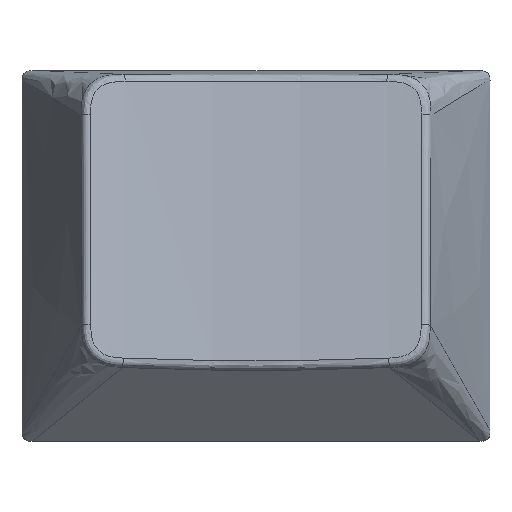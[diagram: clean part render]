
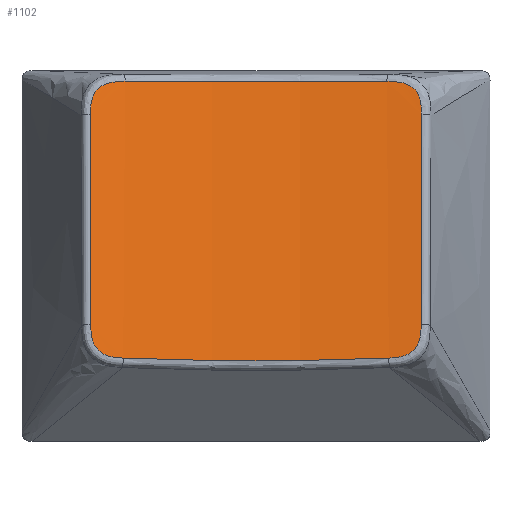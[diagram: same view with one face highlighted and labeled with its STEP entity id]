
A CAD part, top view. The second image highlights one B-rep face of the part: STEP entity #1102.
In plain terms, the highlighted cylindrical face has radius 64.516 mm (diameter 129.032 mm), a partial arc.
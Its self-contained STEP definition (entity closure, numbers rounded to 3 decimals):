
#19=CYLINDRICAL_SURFACE('',#1176,64.516);
#70=FACE_OUTER_BOUND('',#137,.T.);
#137=EDGE_LOOP('',(#819,#820,#821,#822,#823,#824,#825,#826));
#199=B_SPLINE_CURVE_WITH_KNOTS('',3,(#2113,#2114,#2115,#2116,#2117,#2118,
#2119,#2120,#2121,#2122,#2123),.UNSPECIFIED.,.F.,.F.,(4,1,1,1,1,1,1,1,4),
(0.15,0.545,0.896,1.211,1.509,1.814,
2.148,2.528,2.959),.UNSPECIFIED.);
#200=B_SPLINE_CURVE_WITH_KNOTS('',3,(#2125,#2126,#2127,#2128),
 .UNSPECIFIED.,.F.,.F.,(4,4),(-0.15,10.318),
 .UNSPECIFIED.);
#201=B_SPLINE_CURVE_WITH_KNOTS('',3,(#2130,#2131,#2132,#2133,#2134,#2135,
#2136,#2137,#2138,#2139,#2140),.UNSPECIFIED.,.F.,.F.,(4,1,1,1,1,1,1,1,4),
(0.124,0.51,0.856,1.171,1.466,1.761,
2.074,2.419,2.801),.UNSPECIFIED.);
#202=B_SPLINE_CURVE_WITH_KNOTS('',3,(#2142,#2143,#2144,#2145,#2146),
 .UNSPECIFIED.,.F.,.F.,(4,1,4),(-0.124,6.416,12.956),
 .UNSPECIFIED.);
#203=B_SPLINE_CURVE_WITH_KNOTS('',3,(#2148,#2149,#2150,#2151,#2152,#2153,
#2154,#2155,#2156,#2157,#2158,#2159,#2160,#2161,#2162,#2163,#2164,#2165,
#2166,#2167,#2168,#2169),.UNSPECIFIED.,.F.,.F.,(4,3,3,3,3,3,3,4),(0.123,
0.851,1.164,1.459,1.754,2.068,
2.415,2.8),.UNSPECIFIED.);
#204=B_SPLINE_CURVE_WITH_KNOTS('',3,(#2171,#2172,#2173,#2174),
 .UNSPECIFIED.,.F.,.F.,(4,4),(-0.123,10.346),
 .UNSPECIFIED.);
#205=B_SPLINE_CURVE_WITH_KNOTS('',3,(#2176,#2177,#2178,#2179,#2180,#2181,
#2182,#2183,#2184,#2185,#2186),.UNSPECIFIED.,.F.,.F.,(4,1,1,1,1,1,1,1,4),
(0.218,0.649,1.028,1.362,1.667,1.965,
2.281,2.632,3.027),.UNSPECIFIED.);
#206=B_SPLINE_CURVE_WITH_KNOTS('',3,(#2187,#2188,#2189,#2190,#2191),
 .UNSPECIFIED.,.F.,.F.,(4,1,4),(-0.218,6.23,12.678),
 .UNSPECIFIED.);
#496=VERTEX_POINT('',#2111);
#497=VERTEX_POINT('',#2112);
#498=VERTEX_POINT('',#2124);
#499=VERTEX_POINT('',#2129);
#500=VERTEX_POINT('',#2141);
#501=VERTEX_POINT('',#2147);
#502=VERTEX_POINT('',#2170);
#503=VERTEX_POINT('',#2175);
#618=EDGE_CURVE('',#496,#497,#199,.F.);
#619=EDGE_CURVE('',#497,#498,#200,.T.);
#620=EDGE_CURVE('',#498,#499,#201,.F.);
#621=EDGE_CURVE('',#499,#500,#202,.F.);
#622=EDGE_CURVE('',#500,#501,#203,.F.);
#623=EDGE_CURVE('',#501,#502,#204,.T.);
#624=EDGE_CURVE('',#502,#503,#205,.F.);
#625=EDGE_CURVE('',#503,#496,#206,.F.);
#819=ORIENTED_EDGE('',*,*,#618,.T.);
#820=ORIENTED_EDGE('',*,*,#619,.T.);
#821=ORIENTED_EDGE('',*,*,#620,.T.);
#822=ORIENTED_EDGE('',*,*,#621,.T.);
#823=ORIENTED_EDGE('',*,*,#622,.T.);
#824=ORIENTED_EDGE('',*,*,#623,.T.);
#825=ORIENTED_EDGE('',*,*,#624,.T.);
#826=ORIENTED_EDGE('',*,*,#625,.T.);
#1102=ADVANCED_FACE('',(#70),#19,.F.);
#1176=AXIS2_PLACEMENT_3D('',#2110,#1311,#1312);
#1311=DIRECTION('center_axis',(0.,-0.981,
0.193));
#1312=DIRECTION('ref_axis',(-0.609,0.153,0.778));
#2110=CARTESIAN_POINT('Origin',(0.,-53.337,83.449));
#2111=CARTESIAN_POINT('',(-6.395,8.518,5.878));
#2112=CARTESIAN_POINT('',(-8.085,6.911,6.388));
#2113=CARTESIAN_POINT('Ctrl Pts',(-8.085,6.911,6.388));
#2114=CARTESIAN_POINT('Ctrl Pts',(-8.085,7.041,6.363));
#2115=CARTESIAN_POINT('Ctrl Pts',(-8.082,7.285,6.315));
#2116=CARTESIAN_POINT('Ctrl Pts',(-8.031,7.628,6.241));
#2117=CARTESIAN_POINT('Ctrl Pts',(-7.918,7.921,6.169));
#2118=CARTESIAN_POINT('Ctrl Pts',(-7.736,8.161,6.099));
#2119=CARTESIAN_POINT('Ctrl Pts',(-7.489,8.341,6.033));
#2120=CARTESIAN_POINT('Ctrl Pts',(-7.176,8.457,5.974));
#2121=CARTESIAN_POINT('Ctrl Pts',(-6.804,8.512,5.922));
#2122=CARTESIAN_POINT('Ctrl Pts',(-6.537,8.517,5.893));
#2123=CARTESIAN_POINT('Ctrl Pts',(-6.395,8.518,5.878));
#2124=CARTESIAN_POINT('',(-8.07,-3.361,8.404));
#2125=CARTESIAN_POINT('Ctrl Pts',(-8.085,6.911,6.388));
#2126=CARTESIAN_POINT('Ctrl Pts',(-8.079,3.487,7.06));
#2127=CARTESIAN_POINT('Ctrl Pts',(-8.074,0.063,7.732));
#2128=CARTESIAN_POINT('Ctrl Pts',(-8.07,-3.361,8.404));
#2129=CARTESIAN_POINT('',(-6.486,-5.002,8.543));
#2130=CARTESIAN_POINT('Ctrl Pts',(-6.486,-5.002,8.543));
#2131=CARTESIAN_POINT('Ctrl Pts',(-6.614,-4.997,8.555));
#2132=CARTESIAN_POINT('Ctrl Pts',(-6.855,-4.984,8.578));
#2133=CARTESIAN_POINT('Ctrl Pts',(-7.195,-4.918,8.603));
#2134=CARTESIAN_POINT('Ctrl Pts',(-7.488,-4.792,8.612));
#2135=CARTESIAN_POINT('Ctrl Pts',(-7.726,-4.604,8.604));
#2136=CARTESIAN_POINT('Ctrl Pts',(-7.903,-4.359,8.578));
#2137=CARTESIAN_POINT('Ctrl Pts',(-8.016,-4.064,8.535));
#2138=CARTESIAN_POINT('Ctrl Pts',(-8.067,-3.725,8.475));
#2139=CARTESIAN_POINT('Ctrl Pts',(-8.07,-3.487,8.428));
#2140=CARTESIAN_POINT('Ctrl Pts',(-8.07,-3.361,8.404));
#2141=CARTESIAN_POINT('',(6.486,-5.002,8.543));
#2142=CARTESIAN_POINT('Ctrl Pts',(6.486,-5.002,8.543));
#2143=CARTESIAN_POINT('Ctrl Pts',(4.332,-5.09,8.338));
#2144=CARTESIAN_POINT('Ctrl Pts',(0.,-5.179,
8.133));
#2145=CARTESIAN_POINT('Ctrl Pts',(-4.332,-5.09,8.338));
#2146=CARTESIAN_POINT('Ctrl Pts',(-6.486,-5.002,8.543));
#2147=CARTESIAN_POINT('',(8.07,-3.361,8.404));
#2148=CARTESIAN_POINT('Ctrl Pts',(8.07,-3.361,8.404));
#2149=CARTESIAN_POINT('Ctrl Pts',(8.07,-3.598,8.45));
#2150=CARTESIAN_POINT('Ctrl Pts',(8.064,-3.84,8.497));
#2151=CARTESIAN_POINT('Ctrl Pts',(8.002,-4.071,8.534));
#2152=CARTESIAN_POINT('Ctrl Pts',(7.975,-4.171,8.55));
#2153=CARTESIAN_POINT('Ctrl Pts',(7.938,-4.268,8.565));
#2154=CARTESIAN_POINT('Ctrl Pts',(7.888,-4.359,8.576));
#2155=CARTESIAN_POINT('Ctrl Pts',(7.842,-4.444,8.587));
#2156=CARTESIAN_POINT('Ctrl Pts',(7.784,-4.524,8.596));
#2157=CARTESIAN_POINT('Ctrl Pts',(7.716,-4.595,8.601));
#2158=CARTESIAN_POINT('Ctrl Pts',(7.649,-4.665,8.607));
#2159=CARTESIAN_POINT('Ctrl Pts',(7.571,-4.726,8.61));
#2160=CARTESIAN_POINT('Ctrl Pts',(7.487,-4.777,8.609));
#2161=CARTESIAN_POINT('Ctrl Pts',(7.398,-4.831,8.609));
#2162=CARTESIAN_POINT('Ctrl Pts',(7.302,-4.872,8.606));
#2163=CARTESIAN_POINT('Ctrl Pts',(7.202,-4.903,8.601));
#2164=CARTESIAN_POINT('Ctrl Pts',(7.093,-4.937,8.595));
#2165=CARTESIAN_POINT('Ctrl Pts',(6.98,-4.959,8.587));
#2166=CARTESIAN_POINT('Ctrl Pts',(6.867,-4.974,8.577));
#2167=CARTESIAN_POINT('Ctrl Pts',(6.741,-4.99,8.567));
#2168=CARTESIAN_POINT('Ctrl Pts',(6.614,-4.997,8.555));
#2169=CARTESIAN_POINT('Ctrl Pts',(6.486,-5.002,8.543));
#2170=CARTESIAN_POINT('',(8.085,6.911,6.388));
#2171=CARTESIAN_POINT('Ctrl Pts',(8.07,-3.361,8.404));
#2172=CARTESIAN_POINT('Ctrl Pts',(8.074,0.063,7.732));
#2173=CARTESIAN_POINT('Ctrl Pts',(8.079,3.487,7.06));
#2174=CARTESIAN_POINT('Ctrl Pts',(8.085,6.911,6.388));
#2175=CARTESIAN_POINT('',(6.395,8.518,5.878));
#2176=CARTESIAN_POINT('Ctrl Pts',(6.395,8.518,5.878));
#2177=CARTESIAN_POINT('Ctrl Pts',(6.537,8.517,5.893));
#2178=CARTESIAN_POINT('Ctrl Pts',(6.804,8.512,5.922));
#2179=CARTESIAN_POINT('Ctrl Pts',(7.176,8.457,5.974));
#2180=CARTESIAN_POINT('Ctrl Pts',(7.489,8.341,6.033));
#2181=CARTESIAN_POINT('Ctrl Pts',(7.736,8.161,6.099));
#2182=CARTESIAN_POINT('Ctrl Pts',(7.918,7.921,6.169));
#2183=CARTESIAN_POINT('Ctrl Pts',(8.031,7.628,6.241));
#2184=CARTESIAN_POINT('Ctrl Pts',(8.082,7.285,6.315));
#2185=CARTESIAN_POINT('Ctrl Pts',(8.085,7.041,6.363));
#2186=CARTESIAN_POINT('Ctrl Pts',(8.085,6.911,6.388));
#2187=CARTESIAN_POINT('Ctrl Pts',(-6.395,8.518,5.878));
#2188=CARTESIAN_POINT('Ctrl Pts',(-4.271,8.526,5.661));
#2189=CARTESIAN_POINT('Ctrl Pts',(0.,8.533,
5.443));
#2190=CARTESIAN_POINT('Ctrl Pts',(4.271,8.526,5.661));
#2191=CARTESIAN_POINT('Ctrl Pts',(6.395,8.518,5.878));
